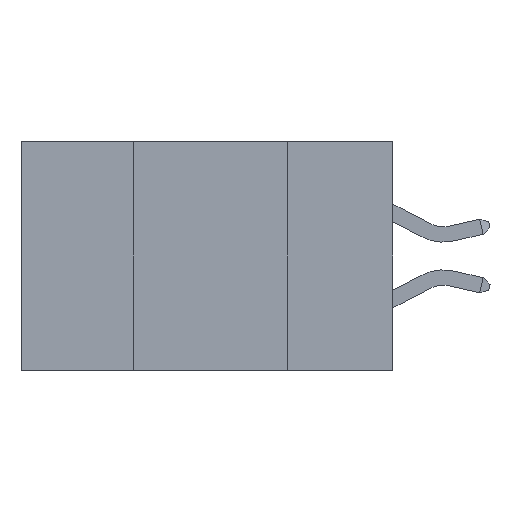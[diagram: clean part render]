
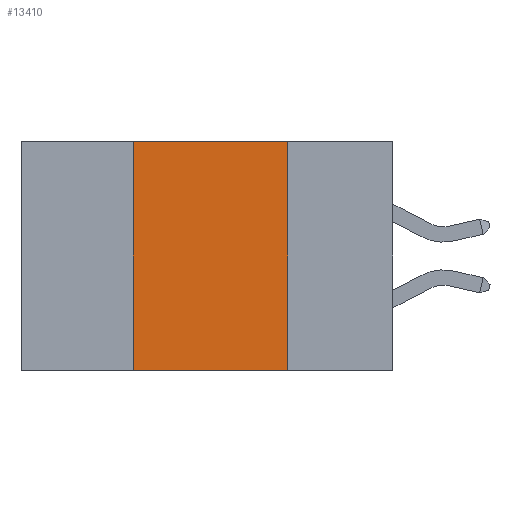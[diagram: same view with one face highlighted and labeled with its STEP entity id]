
A CAD part, left-side view. The second image highlights one B-rep face of the part: STEP entity #13410.
In plain terms, the highlighted planar face has unit normal (-1, 0, 0).
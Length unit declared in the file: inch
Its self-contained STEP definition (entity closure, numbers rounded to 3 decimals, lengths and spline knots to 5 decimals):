
#523 = VECTOR ( 'NONE', #7124, 39.37008 ) ;
#2205 = ORIENTED_EDGE ( 'NONE', *, *, #2613, .F. ) ;
#2613 = EDGE_CURVE ( 'NONE', #4670, #8862, #5745, .T. ) ;
#2969 = EDGE_CURVE ( 'NONE', #8862, #6886, #8764, .T. ) ;
#3853 = ORIENTED_EDGE ( 'NONE', *, *, #11936, .T. ) ;
#4193 = DIRECTION ( 'NONE',  ( 0., -1., 0. ) ) ;
#4670 = VERTEX_POINT ( 'NONE', #8117 ) ;
#5244 = PLANE ( 'NONE',  #9387 ) ;
#5745 = LINE ( 'NONE', #12690, #6489 ) ;
#5861 = VERTEX_POINT ( 'NONE', #11987 ) ;
#6245 = ORIENTED_EDGE ( 'NONE', *, *, #2969, .F. ) ;
#6489 = VECTOR ( 'NONE', #4193, 39.37008 ) ;
#6603 = FACE_OUTER_BOUND ( 'NONE', #10365, .T. ) ;
#6886 = VERTEX_POINT ( 'NONE', #9774 ) ;
#7124 = DIRECTION ( 'NONE',  ( 0., -1., 0. ) ) ;
#7581 = CARTESIAN_POINT ( 'NONE',  ( 0., 0.6, 0. ) ) ;
#8117 = CARTESIAN_POINT ( 'NONE',  ( 0., 0.42, 0. ) ) ;
#8438 = VECTOR ( 'NONE', #14233, 39.37008 ) ;
#8571 = VECTOR ( 'NONE', #10137, 39.37008 ) ;
#8764 = LINE ( 'NONE', #12564, #8571 ) ;
#8862 = VERTEX_POINT ( 'NONE', #13792 ) ;
#9387 = AXIS2_PLACEMENT_3D ( 'NONE', #7581, #13849, #15072 ) ;
#9628 = CARTESIAN_POINT ( 'NONE',  ( 0., 0.6, -0.37 ) ) ;
#9774 = CARTESIAN_POINT ( 'NONE',  ( 0., 0.17, -0.37 ) ) ;
#10137 = DIRECTION ( 'NONE',  ( 0., 0., -1. ) ) ;
#10365 = EDGE_LOOP ( 'NONE', ( #6245, #2205, #12472, #3853 ) ) ;
#10810 = LINE ( 'NONE', #9628, #523 ) ;
#11936 = EDGE_CURVE ( 'NONE', #5861, #6886, #10810, .T. ) ;
#11987 = CARTESIAN_POINT ( 'NONE',  ( 0., 0.42, -0.37 ) ) ;
#12472 = ORIENTED_EDGE ( 'NONE', *, *, #13825, .F. ) ;
#12564 = CARTESIAN_POINT ( 'NONE',  ( 0., 0.17, 0. ) ) ;
#12690 = CARTESIAN_POINT ( 'NONE',  ( 0., 0.6, 0. ) ) ;
#13410 = ADVANCED_FACE ( 'NONE', ( #6603 ), #5244, .F. ) ;
#13789 = LINE ( 'NONE', #15583, #8438 ) ;
#13792 = CARTESIAN_POINT ( 'NONE',  ( 0., 0.17, 0. ) ) ;
#13825 = EDGE_CURVE ( 'NONE', #5861, #4670, #13789, .T. ) ;
#13849 = DIRECTION ( 'NONE',  ( 1., 0., 0. ) ) ;
#14233 = DIRECTION ( 'NONE',  ( 0., 0., 1. ) ) ;
#15072 = DIRECTION ( 'NONE',  ( 0., 0., -1. ) ) ;
#15583 = CARTESIAN_POINT ( 'NONE',  ( 0., 0.42, 0. ) ) ;
